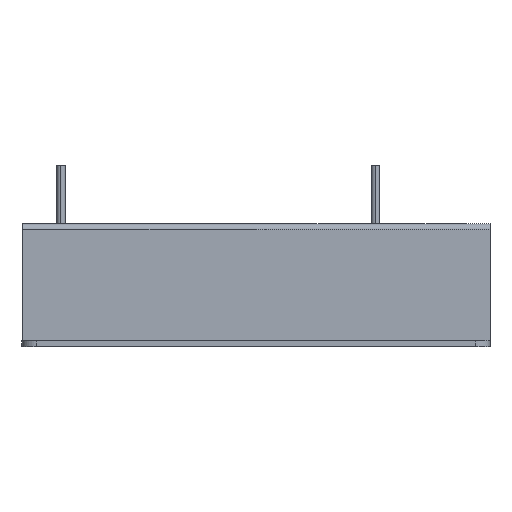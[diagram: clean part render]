
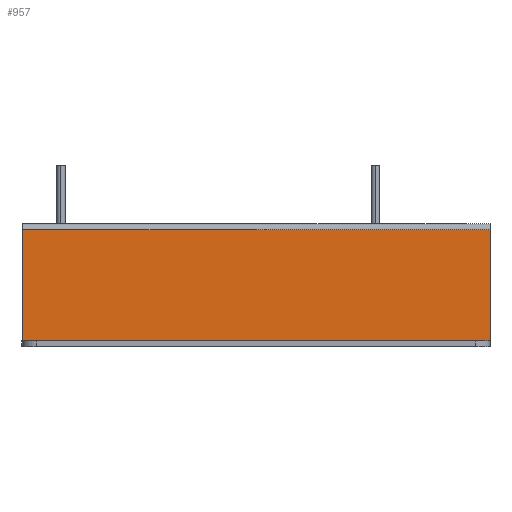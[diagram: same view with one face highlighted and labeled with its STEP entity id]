
A CAD part, left-side view. The second image highlights one B-rep face of the part: STEP entity #957.
In plain terms, the highlighted planar face has unit normal (-1, 0, 0).
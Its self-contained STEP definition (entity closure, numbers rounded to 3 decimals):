
#240=DIRECTION('',(0.,0.,-1.));
#241=VECTOR('',#240,38.);
#242=CARTESIAN_POINT('',(-77.,85.,235.));
#243=LINE('',#242,#241);
#244=DIRECTION('',(0.,0.,1.));
#245=VECTOR('',#244,38.);
#246=CARTESIAN_POINT('',(-77.,-75.,197.));
#247=LINE('',#246,#245);
#282=DIRECTION('',(0.,-1.,0.));
#283=VECTOR('',#282,160.);
#284=CARTESIAN_POINT('',(-77.,85.,197.));
#285=LINE('',#284,#283);
#416=DIRECTION('',(0.,1.,0.));
#417=VECTOR('',#416,160.);
#418=CARTESIAN_POINT('',(-77.,-75.,235.));
#419=LINE('',#418,#417);
#446=CARTESIAN_POINT('',(-77.,-75.,235.));
#447=CARTESIAN_POINT('',(-77.,85.,235.));
#448=VERTEX_POINT('',#446);
#449=VERTEX_POINT('',#447);
#466=CARTESIAN_POINT('',(-77.,-75.,197.));
#467=VERTEX_POINT('',#466);
#468=CARTESIAN_POINT('',(-77.,85.,197.));
#469=VERTEX_POINT('',#468);
#943=CARTESIAN_POINT('',(-77.,85.,237.));
#944=DIRECTION('',(-1.,0.,0.));
#945=DIRECTION('',(0.,1.,0.));
#946=AXIS2_PLACEMENT_3D('',#943,#944,#945);
#947=PLANE('',#946);
#949=ORIENTED_EDGE('',*,*,#948,.F.);
#951=ORIENTED_EDGE('',*,*,#950,.F.);
#953=ORIENTED_EDGE('',*,*,#952,.F.);
#954=ORIENTED_EDGE('',*,*,#934,.F.);
#955=EDGE_LOOP('',(#949,#951,#953,#954));
#956=FACE_OUTER_BOUND('',#955,.F.);
#957=ADVANCED_FACE('',(#956),#947,.T.);
#934=EDGE_CURVE('',#467,#448,#247,.T.);
#948=EDGE_CURVE('',#469,#467,#285,.T.);
#950=EDGE_CURVE('',#449,#469,#243,.T.);
#952=EDGE_CURVE('',#448,#449,#419,.T.);
